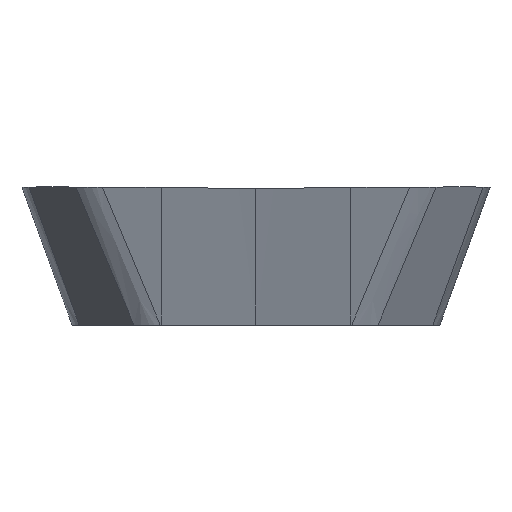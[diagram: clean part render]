
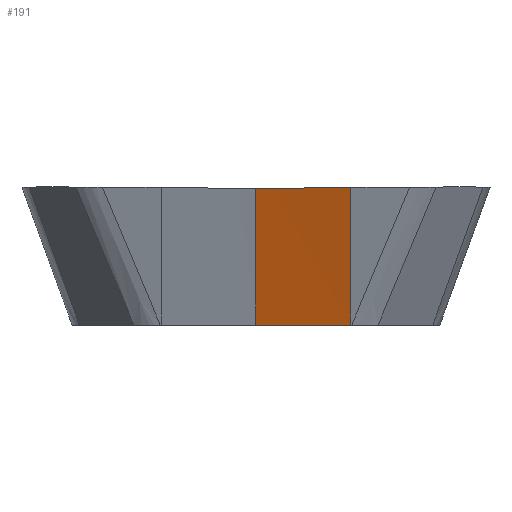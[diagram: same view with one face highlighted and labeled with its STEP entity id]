
A CAD part, front view. The second image highlights one B-rep face of the part: STEP entity #191.
In plain terms, the highlighted cylindrical face has radius 65.155 mm (diameter 130.309 mm), a partial arc.
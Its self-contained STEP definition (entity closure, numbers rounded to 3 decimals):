
#191=ADVANCED_FACE('',(#289),#281,.F.);
#281=CYLINDRICAL_SURFACE('',#1769,65.155);
#289=FACE_OUTER_BOUND('',#377,.T.);
#377=EDGE_LOOP('',(#469,#470,#471,#472,#473));
#469=ORIENTED_EDGE('',*,*,#1047,.T.);
#470=ORIENTED_EDGE('',*,*,#1048,.T.);
#471=ORIENTED_EDGE('',*,*,#1049,.F.);
#472=ORIENTED_EDGE('',*,*,#1050,.F.);
#473=ORIENTED_EDGE('',*,*,#1051,.F.);
#913=VERTEX_POINT('',#2444);
#914=VERTEX_POINT('',#2445);
#915=VERTEX_POINT('',#2452);
#916=VERTEX_POINT('',#2454);
#917=VERTEX_POINT('',#2465);
#1047=EDGE_CURVE('',#913,#914,#1269,.T.);
#1048=EDGE_CURVE('',#914,#915,#1577,.T.);
#1049=EDGE_CURVE('',#916,#915,#1270,.T.);
#1050=EDGE_CURVE('',#917,#916,#1578,.T.);
#1051=EDGE_CURVE('',#913,#917,#1579,.T.);
#1269=LINE('',#2443,#1349);
#1270=LINE('',#2453,#1350);
#1349=VECTOR('',#1885,1.);
#1350=VECTOR('',#1886,1.);
#1577=B_SPLINE_CURVE_WITH_KNOTS('',3,(#2446,#2447,#2448,#2449,#2450,#2451),
 .UNSPECIFIED.,.F.,.F.,(4,1,1,4),(0.,0.333,0.667,1.),
 .UNSPECIFIED.);
#1578=B_SPLINE_CURVE_WITH_KNOTS('',3,(#2455,#2456,#2457,#2458,#2459,#2460,
#2461,#2462,#2463,#2464),.UNSPECIFIED.,.F.,.F.,(4,3,3,4),(0.,0.25,
0.5,1.),.UNSPECIFIED.);
#1579=B_SPLINE_CURVE_WITH_KNOTS('',3,(#2466,#2467,#2468,#2469,#2470,#2471),
 .UNSPECIFIED.,.F.,.F.,(4,1,1,4),(0.,0.333,0.667,1.),
 .UNSPECIFIED.);
#1769=AXIS2_PLACEMENT_3D('',#2472,#1887,#1888);
#1885=DIRECTION('',(0.,0.342,-0.94));
#1886=DIRECTION('',(0.,0.342,-0.94));
#1887=DIRECTION('',(0.,0.342,-0.94));
#1888=DIRECTION('',(0.,-0.94,-0.342));
#2443=CARTESIAN_POINT('',(0.,-6.615,-0.069));
#2444=CARTESIAN_POINT('',(0.,-6.615,-0.069));
#2445=CARTESIAN_POINT('',(0.,-5.195,-3.97));
#2446=CARTESIAN_POINT('',(0.,-5.195,-3.97));
#2447=CARTESIAN_POINT('',(0.301,-5.195,-3.97));
#2448=CARTESIAN_POINT('',(0.904,-5.199,-3.97));
#2449=CARTESIAN_POINT('',(1.807,-5.219,-3.97));
#2450=CARTESIAN_POINT('',(2.409,-5.242,-3.97));
#2451=CARTESIAN_POINT('',(2.71,-5.255,-3.97));
#2452=CARTESIAN_POINT('',(2.71,-5.255,-3.97));
#2453=CARTESIAN_POINT('',(2.71,-6.69,-0.028));
#2454=CARTESIAN_POINT('',(2.71,-6.69,-0.028));
#2455=CARTESIAN_POINT('',(0.5,-6.618,-0.067));
#2456=CARTESIAN_POINT('',(0.684,-6.619,-0.067));
#2457=CARTESIAN_POINT('',(0.869,-6.622,-0.065));
#2458=CARTESIAN_POINT('',(1.053,-6.626,-0.063));
#2459=CARTESIAN_POINT('',(1.237,-6.63,-0.061));
#2460=CARTESIAN_POINT('',(1.422,-6.635,-0.058));
#2461=CARTESIAN_POINT('',(1.606,-6.641,-0.055));
#2462=CARTESIAN_POINT('',(1.974,-6.653,-0.049));
#2463=CARTESIAN_POINT('',(2.342,-6.67,-0.037));
#2464=CARTESIAN_POINT('',(2.71,-6.69,-0.028));
#2465=CARTESIAN_POINT('',(0.5,-6.618,-0.067));
#2466=CARTESIAN_POINT('',(0.,-6.615,-0.069));
#2467=CARTESIAN_POINT('',(0.056,-6.615,-0.069));
#2468=CARTESIAN_POINT('',(0.167,-6.615,-0.068));
#2469=CARTESIAN_POINT('',(0.333,-6.616,-0.068));
#2470=CARTESIAN_POINT('',(0.444,-6.617,-0.067));
#2471=CARTESIAN_POINT('',(0.5,-6.618,-0.067));
#2472=CARTESIAN_POINT('',(0.,-67.867,-22.279));
